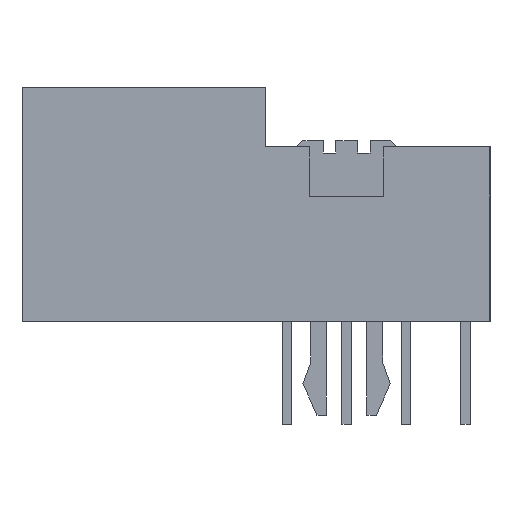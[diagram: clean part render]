
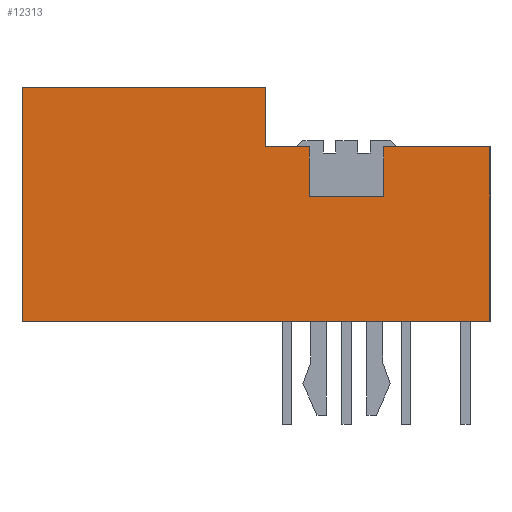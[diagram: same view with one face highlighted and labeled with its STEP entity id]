
A CAD part, left-side view. The second image highlights one B-rep face of the part: STEP entity #12313.
In plain terms, the highlighted planar face has unit normal (-1, 0, 0).
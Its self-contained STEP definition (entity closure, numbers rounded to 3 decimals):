
#10719=CARTESIAN_POINT('',(-17.725,2.148,4.));
#10720=VERTEX_POINT('',#10719);
#10727=CARTESIAN_POINT('',(-17.725,-0.243,4.));
#10728=VERTEX_POINT('',#10727);
#10729=CARTESIAN_POINT('',(-17.725,2.148,4.));
#10730=DIRECTION('',(0.0,-1.0,0.0));
#10731=VECTOR('',#10730,2.391);
#10732=LINE('',#10729,#10731);
#10733=EDGE_CURVE('',#10720,#10728,#10732,.T.);
#10797=CARTESIAN_POINT('',(-17.725,3.558,7.5));
#10798=VERTEX_POINT('',#10797);
#10799=CARTESIAN_POINT('',(-17.725,3.558,5.6));
#10800=VERTEX_POINT('',#10799);
#10801=CARTESIAN_POINT('',(-17.725,3.558,7.5));
#10802=DIRECTION('',(0.0,0.0,-1.0));
#10803=VECTOR('',#10802,1.9);
#10804=LINE('',#10801,#10803);
#10805=EDGE_CURVE('',#10798,#10800,#10804,.T.);
#11275=CARTESIAN_POINT('',(-17.725,-0.243,5.6));
#11276=VERTEX_POINT('',#11275);
#11277=CARTESIAN_POINT('',(-17.725,-0.243,5.6));
#11278=DIRECTION('',(0.0,0.0,-1.0));
#11279=VECTOR('',#11278,1.6);
#11280=LINE('',#11277,#11279);
#11281=EDGE_CURVE('',#11276,#10728,#11280,.T.);
#11824=CARTESIAN_POINT('',(-17.725,11.357,0.));
#11825=VERTEX_POINT('',#11824);
#11832=CARTESIAN_POINT('',(-17.725,11.357,7.5));
#11833=VERTEX_POINT('',#11832);
#11834=CARTESIAN_POINT('',(-17.725,11.357,7.5));
#11835=DIRECTION('',(0.0,0.0,-1.0));
#11836=VECTOR('',#11835,7.5);
#11837=LINE('',#11834,#11836);
#11838=EDGE_CURVE('',#11833,#11825,#11837,.T.);
#12107=CARTESIAN_POINT('',(-17.725,2.148,5.6));
#12108=VERTEX_POINT('',#12107);
#12130=CARTESIAN_POINT('',(-17.725,3.558,5.6));
#12131=DIRECTION('',(0.0,-1.0,0.0));
#12132=VECTOR('',#12131,1.41);
#12133=LINE('',#12130,#12132);
#12134=EDGE_CURVE('',#10800,#12108,#12133,.T.);
#12267=CARTESIAN_POINT('',(-17.725,-4.392,-0.375));
#12268=DIRECTION('',(1.0,0.0,0.0));
#12269=DIRECTION('',(0.0,1.0,0.0));
#12270=AXIS2_PLACEMENT_3D('',#12267,#12268,#12269);
#12271=PLANE('',#12270);
#12272=CARTESIAN_POINT('',(-17.725,2.148,4.));
#12273=DIRECTION('',(0.0,0.0,1.0));
#12274=VECTOR('',#12273,1.6);
#12275=LINE('',#12272,#12274);
#12276=EDGE_CURVE('',#10720,#12108,#12275,.T.);
#12277=ORIENTED_EDGE('',*,*,#12276,.T.);
#12278=ORIENTED_EDGE('',*,*,#12134,.F.);
#12279=ORIENTED_EDGE('',*,*,#10805,.F.);
#12280=CARTESIAN_POINT('',(-17.725,11.357,7.5));
#12281=DIRECTION('',(0.0,-1.0,0.0));
#12282=VECTOR('',#12281,7.8);
#12283=LINE('',#12280,#12282);
#12284=EDGE_CURVE('',#11833,#10798,#12283,.T.);
#12285=ORIENTED_EDGE('',*,*,#12284,.F.);
#12286=ORIENTED_EDGE('',*,*,#11838,.T.);
#12287=CARTESIAN_POINT('',(-17.725,-3.642,0.));
#12288=VERTEX_POINT('',#12287);
#12289=CARTESIAN_POINT('',(-17.725,-3.642,0.));
#12290=DIRECTION('',(0.0,1.0,0.0));
#12291=VECTOR('',#12290,15.);
#12292=LINE('',#12289,#12291);
#12293=EDGE_CURVE('',#12288,#11825,#12292,.T.);
#12294=ORIENTED_EDGE('',*,*,#12293,.F.);
#12295=CARTESIAN_POINT('',(-17.725,-3.642,5.6));
#12296=VERTEX_POINT('',#12295);
#12297=CARTESIAN_POINT('',(-17.725,-3.642,5.6));
#12298=DIRECTION('',(0.0,0.0,-1.0));
#12299=VECTOR('',#12298,5.6);
#12300=LINE('',#12297,#12299);
#12301=EDGE_CURVE('',#12296,#12288,#12300,.T.);
#12302=ORIENTED_EDGE('',*,*,#12301,.F.);
#12303=CARTESIAN_POINT('',(-17.725,-0.243,5.6));
#12304=DIRECTION('',(0.0,-1.0,0.0));
#12305=VECTOR('',#12304,3.4);
#12306=LINE('',#12303,#12305);
#12307=EDGE_CURVE('',#11276,#12296,#12306,.T.);
#12308=ORIENTED_EDGE('',*,*,#12307,.F.);
#12309=ORIENTED_EDGE('',*,*,#11281,.T.);
#12310=ORIENTED_EDGE('',*,*,#10733,.F.);
#12311=EDGE_LOOP('',(#12277,#12278,#12279,#12285,#12286,#12294,#12302,#12308,#12309,#12310));
#12312=FACE_OUTER_BOUND('',#12311,.T.);
#12313=ADVANCED_FACE('',(#12312),#12271,.F.);
